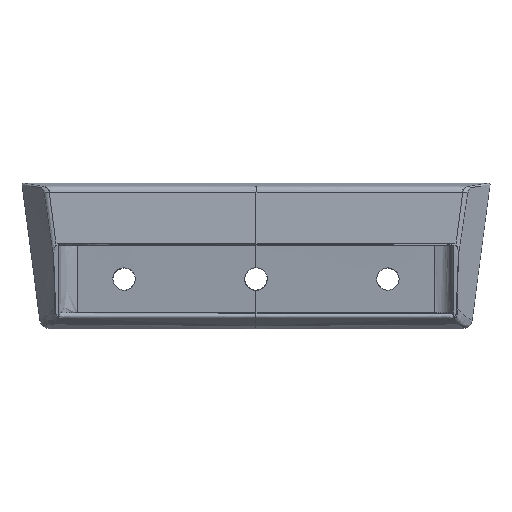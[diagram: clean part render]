
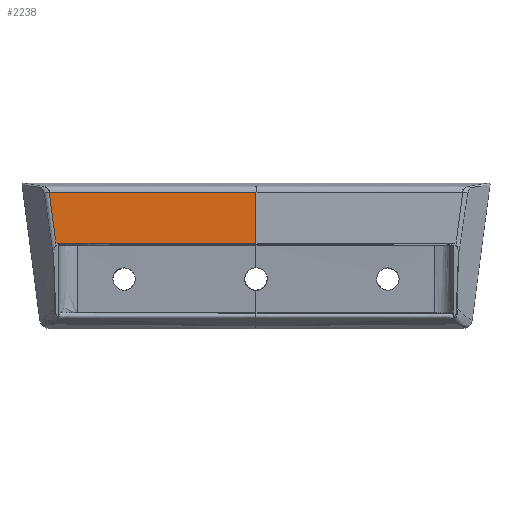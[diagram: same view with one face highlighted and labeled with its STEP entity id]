
A CAD part, top view. The second image highlights one B-rep face of the part: STEP entity #2238.
In plain terms, the highlighted planar face has unit normal (0, 0, 1).
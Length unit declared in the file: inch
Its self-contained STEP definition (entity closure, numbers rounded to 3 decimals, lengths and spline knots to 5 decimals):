
#123 = DIRECTION ( 'NONE',  ( -1., 0., 0. ) ) ;
#124 = DIRECTION ( 'NONE',  ( 0., 0., -1. ) ) ;
#138 = PLANE ( 'NONE',  #1673 ) ;
#149 = CARTESIAN_POINT ( 'NONE',  ( -3.44825, -3.29794, 0.42039 ) ) ;
#1596 = B_SPLINE_CURVE_WITH_KNOTS ( 'NONE', 3,
 ( #14126, #14132, #14133, #14134 ),
 .UNSPECIFIED., .F., .F.,
 ( 4, 4 ),
 ( 0., 1. ),
 .UNSPECIFIED. ) ;
#1610 = B_SPLINE_CURVE_WITH_KNOTS ( 'NONE', 3,
 ( #14187, #14209, #14210, #14211 ),
 .UNSPECIFIED., .F., .F.,
 ( 4, 4 ),
 ( 0., 1. ),
 .UNSPECIFIED. ) ;
#1631 = B_SPLINE_CURVE_WITH_KNOTS ( 'NONE', 3,
 ( #14436, #14441, #14442, #14443 ),
 .UNSPECIFIED., .F., .F.,
 ( 4, 4 ),
 ( 0., 1. ),
 .UNSPECIFIED. ) ;
#1633 = B_SPLINE_CURVE_WITH_KNOTS ( 'NONE', 3,
 ( #14444, #14449, #14450, #14451, #14452, #14453, #14454, #14455, #14456, #14457, #14458, #14459, #14460, #14461, #14462, #14463, #14464, #14465, #14466 ),
 .UNSPECIFIED., .F., .F.,
 ( 4, 1, 1, 1, 1, 1, 2, 2, 1, 1, 1, 1, 1, 1, 4 ),
 ( 0., 0.5, 0.625, 0.64063, 0.64844, 0.65039, 0.65088, 0.651, 0.65112, 0.65137, 0.65234, 0.65625, 0.6875, 0.75, 1. ),
 .UNSPECIFIED. ) ;
#1673 = AXIS2_PLACEMENT_3D ( 'NONE', #149, #124, #123 ) ;
#2238 = ADVANCED_FACE ( 'NONE', ( #6624 ), #138, .F. ) ;
#6624 = FACE_OUTER_BOUND ( 'NONE', #7855, .T. ) ;
#7570 = B_SPLINE_CURVE_WITH_KNOTS ( 'NONE', 3,
 ( #19236, #19245, #19246, #19247 ),
 .UNSPECIFIED., .F., .F.,
 ( 4, 4 ),
 ( 0., 1. ),
 .UNSPECIFIED. ) ;
#7855 = EDGE_LOOP ( 'NONE', ( #15771, #15747, #15749, #15794, #15772, #15746 ) ) ;
#8064 = EDGE_CURVE ( 'NONE', #12837, #12880, #7570, .T. ) ;
#8206 = EDGE_CURVE ( 'NONE', #12808, #12827, #1596, .T. ) ;
#8207 = EDGE_CURVE ( 'NONE', #12786, #13186, #8289, .T. ) ;
#8288 = VECTOR ( 'NONE', #14135, 39.37008 ) ;
#8289 = LINE ( 'NONE', #14131, #8288 ) ;
#8415 = EDGE_CURVE ( 'NONE', #13186, #12808, #1610, .T. ) ;
#8437 = EDGE_CURVE ( 'NONE', #12880, #12827, #1631, .T. ) ;
#8439 = EDGE_CURVE ( 'NONE', #12786, #12837, #1633, .T. ) ;
#12786 = VERTEX_POINT ( 'NONE', #17538 ) ;
#12808 = VERTEX_POINT ( 'NONE', #17548 ) ;
#12827 = VERTEX_POINT ( 'NONE', #17555 ) ;
#12837 = VERTEX_POINT ( 'NONE', #17560 ) ;
#12880 = VERTEX_POINT ( 'NONE', #17575 ) ;
#13186 = VERTEX_POINT ( 'NONE', #17663 ) ;
#14126 = CARTESIAN_POINT ( 'NONE',  ( -3.0004, -3.2206, 0.42041 ) ) ;
#14131 = CARTESIAN_POINT ( 'NONE',  ( 0., -3.29794, 0.42045 ) ) ;
#14132 = CARTESIAN_POINT ( 'NONE',  ( -3.01131, -3.22059, 0.42041 ) ) ;
#14133 = CARTESIAN_POINT ( 'NONE',  ( -3.02221, -3.22059, 0.42039 ) ) ;
#14134 = CARTESIAN_POINT ( 'NONE',  ( -3.03311, -3.22059, 0.42039 ) ) ;
#14135 = DIRECTION ( 'NONE',  ( 0., -1., 0. ) ) ;
#14187 = CARTESIAN_POINT ( 'NONE',  ( 0., -3.2206, 0.42045 ) ) ;
#14209 = CARTESIAN_POINT ( 'NONE',  ( -1.00013, -3.22059, 0.42043 ) ) ;
#14210 = CARTESIAN_POINT ( 'NONE',  ( -2.00027, -3.2206, 0.42042 ) ) ;
#14211 = CARTESIAN_POINT ( 'NONE',  ( -3.0004, -3.2206, 0.42041 ) ) ;
#14436 = CARTESIAN_POINT ( 'NONE',  ( -3.04052, -3.16487, 0.4204 ) ) ;
#14441 = CARTESIAN_POINT ( 'NONE',  ( -3.03752, -3.1869, 0.4204 ) ) ;
#14442 = CARTESIAN_POINT ( 'NONE',  ( -3.03505, -3.20547, 0.4204 ) ) ;
#14443 = CARTESIAN_POINT ( 'NONE',  ( -3.03311, -3.22059, 0.42039 ) ) ;
#14444 = CARTESIAN_POINT ( 'NONE',  ( 0., -2.4472, 0.42045 ) ) ;
#14449 = CARTESIAN_POINT ( 'NONE',  ( -0.78897, -2.4472, 0.42044 ) ) ;
#14450 = CARTESIAN_POINT ( 'NONE',  ( -1.77519, -2.4472, 0.42042 ) ) ;
#14451 = CARTESIAN_POINT ( 'NONE',  ( -2.78606, -2.4472, 0.4204 ) ) ;
#14452 = CARTESIAN_POINT ( 'NONE',  ( -3.02028, -2.4472, 0.4204 ) ) ;
#14453 = CARTESIAN_POINT ( 'NONE',  ( -3.06035, -2.4472, 0.4204 ) ) ;
#14454 = CARTESIAN_POINT ( 'NONE',  ( -3.07653, -2.4472, 0.4204 ) ) ;
#14455 = CARTESIAN_POINT ( 'NONE',  ( -3.08038, -2.4472, 0.4204 ) ) ;
#14456 = CARTESIAN_POINT ( 'NONE',  ( -3.08134, -2.4472, 0.4204 ) ) ;
#14457 = CARTESIAN_POINT ( 'NONE',  ( -3.08128, -2.4472, 0.4204 ) ) ;
#14458 = CARTESIAN_POINT ( 'NONE',  ( -3.0813, -2.4472, 0.4204 ) ) ;
#14459 = CARTESIAN_POINT ( 'NONE',  ( -3.08131, -2.4472, 0.4204 ) ) ;
#14460 = CARTESIAN_POINT ( 'NONE',  ( -3.08138, -2.4472, 0.4204 ) ) ;
#14461 = CARTESIAN_POINT ( 'NONE',  ( -3.08165, -2.4472, 0.4204 ) ) ;
#14462 = CARTESIAN_POINT ( 'NONE',  ( -3.0835, -2.4472, 0.4204 ) ) ;
#14463 = CARTESIAN_POINT ( 'NONE',  ( -3.0885, -2.4472, 0.4204 ) ) ;
#14464 = CARTESIAN_POINT ( 'NONE',  ( -3.1061, -2.4472, 0.4204 ) ) ;
#14465 = CARTESIAN_POINT ( 'NONE',  ( -3.1221, -2.4472, 0.4204 ) ) ;
#14466 = CARTESIAN_POINT ( 'NONE',  ( -3.13491, -2.4472, 0.4204 ) ) ;
#15746 = ORIENTED_EDGE ( 'NONE', *, *, #8439, .T. ) ;
#15747 = ORIENTED_EDGE ( 'NONE', *, *, #8437, .T. ) ;
#15749 = ORIENTED_EDGE ( 'NONE', *, *, #8206, .F. ) ;
#15771 = ORIENTED_EDGE ( 'NONE', *, *, #8064, .T. ) ;
#15772 = ORIENTED_EDGE ( 'NONE', *, *, #8207, .F. ) ;
#15794 = ORIENTED_EDGE ( 'NONE', *, *, #8415, .F. ) ;
#17538 = CARTESIAN_POINT ( 'NONE',  ( 0., -2.4472, 0.42045 ) ) ;
#17548 = CARTESIAN_POINT ( 'NONE',  ( -3.0004, -3.2206, 0.42041 ) ) ;
#17555 = CARTESIAN_POINT ( 'NONE',  ( -3.03311, -3.22059, 0.42039 ) ) ;
#17560 = CARTESIAN_POINT ( 'NONE',  ( -3.13491, -2.4472, 0.4204 ) ) ;
#17575 = CARTESIAN_POINT ( 'NONE',  ( -3.04052, -3.16487, 0.4204 ) ) ;
#17663 = CARTESIAN_POINT ( 'NONE',  ( 0., -3.2206, 0.42045 ) ) ;
#19236 = CARTESIAN_POINT ( 'NONE',  ( -3.13491, -2.4472, 0.4204 ) ) ;
#19245 = CARTESIAN_POINT ( 'NONE',  ( -3.12181, -2.54695, 0.4204 ) ) ;
#19246 = CARTESIAN_POINT ( 'NONE',  ( -3.09035, -2.78618, 0.4204 ) ) ;
#19247 = CARTESIAN_POINT ( 'NONE',  ( -3.04052, -3.16487, 0.4204 ) ) ;
